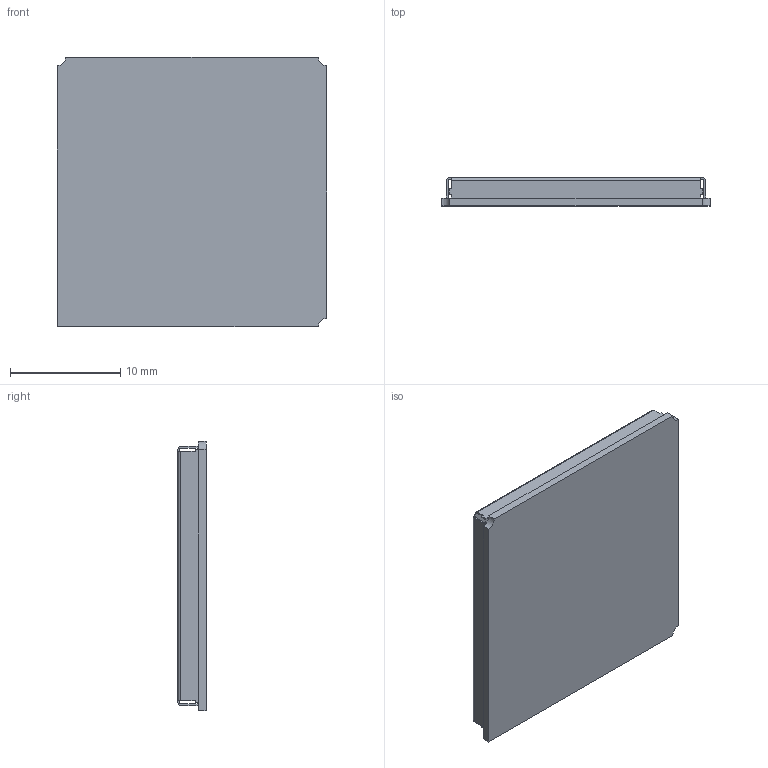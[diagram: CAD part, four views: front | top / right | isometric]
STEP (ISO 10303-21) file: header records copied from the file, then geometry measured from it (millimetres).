
FILE_DESCRIPTION (( 'STEP AP214' ), '1' );
FILE_NAME ('User Library-Telit GL865-DUAL V3.STEP', '2021-12-07T10:19:08', ( '' ), ( '' ), 'SwSTEP 2.0', 'SolidWorks 2021', '' );
FILE_SCHEMA (( 'AUTOMOTIVE_DESIGN' ));
Length unit declared in the file: millimetre
Products named in the file (4): User Library-Telit  GL865-DUAL V3; screen of device; lab; modem_pcb
Assembly tree (3 placements, depth 2):
  User Library-Telit  GL865-DUAL V3
    modem_pcb
    screen of device
    lab
Bounding box: 24.4 x 2.56 x 24.4 mm (x, y, z)
Volume: 524.3 mm3; surface area: 3382.9 mm2
Topology: 3 solids, 3 shells, 81 faces, 209 edges, 134 vertices
Faces by surface type: plane 67, cylinder 14
Entity records: 3468 total; most frequent: CARTESIAN_POINT 430, ORIENTED_EDGE 418, DIRECTION 411, EDGE_CURVE 209, LINE 181, VECTOR 181, VERTEX_POINT 134, AXIS2_PLACEMENT_3D 115
